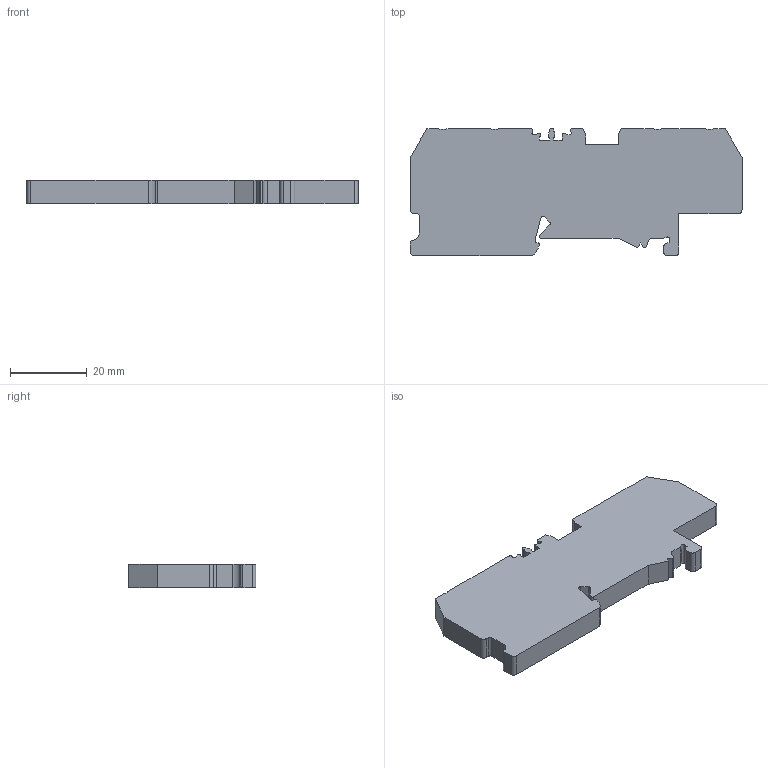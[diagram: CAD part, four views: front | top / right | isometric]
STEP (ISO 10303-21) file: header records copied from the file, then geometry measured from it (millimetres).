
FILE_DESCRIPTION(/* description */ (''),/* implementation_level */ '2;1');
FILE_NAME(/* name */ '204931.stp',/* time_stamp */ '2019-11-16T10:27:43+08:00',/* author */ (''),/* organization */ (''),/* preprocessor_version */ 'ST-DEVELOPER v16',/* originating_system */ 'SIEMENS PLM Software NX 10.0',/* authorisation */ '');
FILE_SCHEMA (('CONFIG_CONTROL_DESIGN'));
Length unit declared in the file: millimetre
Products named in the file (1): sp1140t1005
Bounding box: 86.26 x 33.22 x 6 mm (x, y, z)
Volume: 14477.6 mm3; surface area: 6522.6 mm2
Topology: 1 solids, 1 shells, 96 faces, 284 edges, 190 vertices
Faces by surface type: plane 60, cylinder 28, extrusion 8
Entity records: 3349 total; most frequent: CARTESIAN_POINT 686, ORIENTED_EDGE 568, DIRECTION 501, EDGE_CURVE 284, VECTOR 211, LINE 203, VERTEX_POINT 190, AXIS2_PLACEMENT_3D 145
